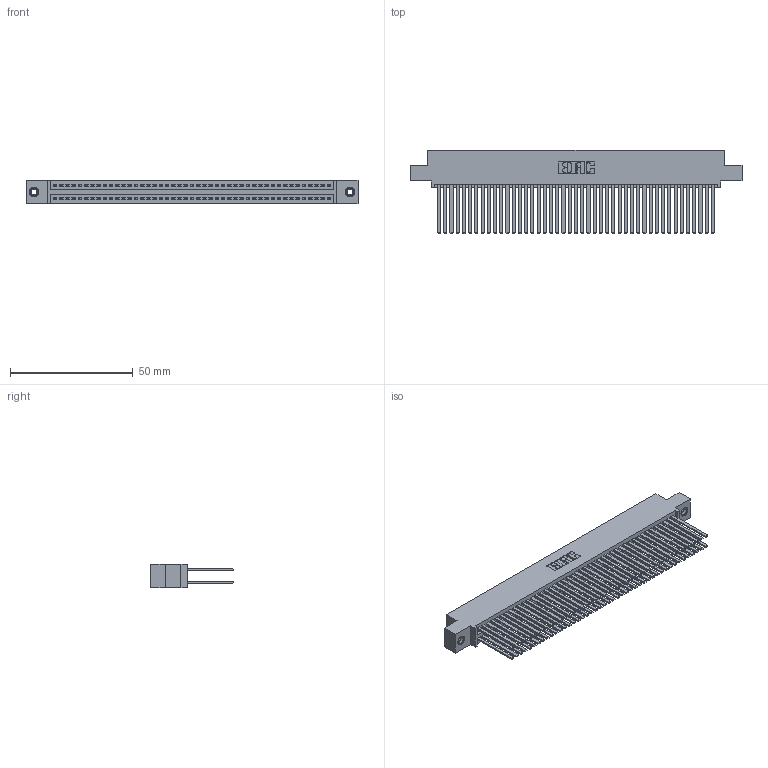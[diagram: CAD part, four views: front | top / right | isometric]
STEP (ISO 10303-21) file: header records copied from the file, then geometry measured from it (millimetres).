
FILE_DESCRIPTION (( 'STEP AP203' ), '1' );
FILE_NAME ('345-090-544-508.STEP', '2018-10-04T17:52:46', ( '' ), ( '' ), 'SwSTEP 2.0', 'SolidWorks 2016', '' );
FILE_SCHEMA (( 'CONFIG_CONTROL_DESIGN' ));
Length unit declared in the file: inch
Products named in the file (4): 345-292-001_345-293-144; 345-250-001_345-250-003-102; 345 Part_0.110 Offset - 0.156 Dia-TI; 345-090-544-508
Assembly tree (93 placements, depth 2):
  345-090-544-508
    345 Part_0.110 Offset - 0.156 Dia-TI
    345-292-001_345-293-144  x90
    345-250-001_345-250-003-102  x2
Bounding box: 135.51 x 33.96 x 9.4 mm (x, y, z)
Volume: 14373.1 mm3; surface area: 25107.9 mm2
Topology: 93 solids, 93 shells, 4150 faces, 12279 edges, 8058 vertices
Faces by surface type: plane 2726, cylinder 1408, cone 12, torus 4
Entity records: 36038 total; most frequent: CARTESIAN_POINT 6019, ORIENTED_EDGE 5946, DIRECTION 5327, EDGE_CURVE 2973, VECTOR 2645, LINE 2645, VERTEX_POINT 1976, AXIS2_PLACEMENT_3D 1341
